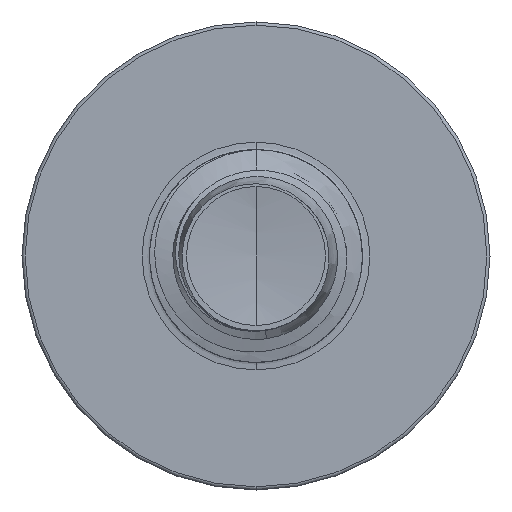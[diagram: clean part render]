
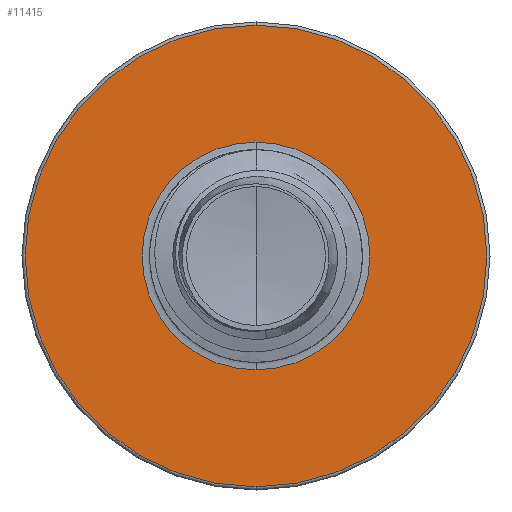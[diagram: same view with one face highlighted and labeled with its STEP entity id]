
A CAD part, front view. The second image highlights one B-rep face of the part: STEP entity #11415.
In plain terms, the highlighted planar face has unit normal (0, -1, 0).
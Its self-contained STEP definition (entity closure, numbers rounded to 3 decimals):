
#2372 = ORIENTED_EDGE ( 'NONE', *, *, #22451, .T. ) ;
#3458 = DIRECTION ( 'NONE',  ( 0., 1., 0. ) ) ;
#5169 = EDGE_LOOP ( 'NONE', ( #28068, #15100 ) ) ;
#6486 = CARTESIAN_POINT ( 'NONE',  ( 0., 22.5, 0. ) ) ;
#6602 = AXIS2_PLACEMENT_3D ( 'NONE', #22585, #3458, #24949 ) ;
#7294 = CARTESIAN_POINT ( 'NONE',  ( 0., 22.5, 2.677 ) ) ;
#7538 = VERTEX_POINT ( 'NONE', #7294 ) ;
#8903 = FACE_OUTER_BOUND ( 'NONE', #5169, .T. ) ;
#8941 = AXIS2_PLACEMENT_3D ( 'NONE', #16517, #16236, #16097 ) ;
#9114 = VERTEX_POINT ( 'NONE', #36796 ) ;
#10077 = VERTEX_POINT ( 'NONE', #26468 ) ;
#10113 = DIRECTION ( 'NONE',  ( 0., 0., 1. ) ) ;
#10639 = CARTESIAN_POINT ( 'NONE',  ( 0., 22.5, -5.425 ) ) ;
#11296 = EDGE_CURVE ( 'NONE', #7538, #9114, #26039, .T. ) ;
#11415 = ADVANCED_FACE ( 'NONE', ( #8903, #25318 ), #16691, .F. ) ;
#11451 = CARTESIAN_POINT ( 'NONE',  ( 0., 22.5, 0. ) ) ;
#13225 = CIRCLE ( 'NONE', #14716, 2.677 ) ;
#14675 = CIRCLE ( 'NONE', #19775, 5.425 ) ;
#14716 = AXIS2_PLACEMENT_3D ( 'NONE', #6486, #26912, #10113 ) ;
#14771 = DIRECTION ( 'NONE',  ( 0., 0., 1. ) ) ;
#15100 = ORIENTED_EDGE ( 'NONE', *, *, #27757, .F. ) ;
#16097 = DIRECTION ( 'NONE',  ( 0., 0., 1. ) ) ;
#16236 = DIRECTION ( 'NONE',  ( 0., 1., 0. ) ) ;
#16243 = DIRECTION ( 'NONE',  ( 0., 0., 1. ) ) ;
#16377 = DIRECTION ( 'NONE',  ( 0., 1., 0. ) ) ;
#16384 = CARTESIAN_POINT ( 'NONE',  ( 0., 22.5, 0. ) ) ;
#16517 = CARTESIAN_POINT ( 'NONE',  ( 0., 22.5, -2.677 ) ) ;
#16691 = PLANE ( 'NONE',  #8941 ) ;
#17638 = CIRCLE ( 'NONE', #6602, 5.425 ) ;
#18527 = AXIS2_PLACEMENT_3D ( 'NONE', #16384, #16377, #16243 ) ;
#19775 = AXIS2_PLACEMENT_3D ( 'NONE', #11451, #30021, #14771 ) ;
#22451 = EDGE_CURVE ( 'NONE', #9114, #7538, #13225, .T. ) ;
#22585 = CARTESIAN_POINT ( 'NONE',  ( 0., 22.5, 0. ) ) ;
#24949 = DIRECTION ( 'NONE',  ( 0., 0., 1. ) ) ;
#25318 = FACE_BOUND ( 'NONE', #27619, .T. ) ;
#26039 = CIRCLE ( 'NONE', #18527, 2.677 ) ;
#26468 = CARTESIAN_POINT ( 'NONE',  ( 0., 22.5, 5.425 ) ) ;
#26912 = DIRECTION ( 'NONE',  ( 0., 1., 0. ) ) ;
#27103 = ORIENTED_EDGE ( 'NONE', *, *, #11296, .T. ) ;
#27619 = EDGE_LOOP ( 'NONE', ( #27103, #2372 ) ) ;
#27757 = EDGE_CURVE ( 'NONE', #30352, #10077, #17638, .T. ) ;
#28068 = ORIENTED_EDGE ( 'NONE', *, *, #28279, .F. ) ;
#28279 = EDGE_CURVE ( 'NONE', #10077, #30352, #14675, .T. ) ;
#30021 = DIRECTION ( 'NONE',  ( 0., 1., 0. ) ) ;
#30352 = VERTEX_POINT ( 'NONE', #10639 ) ;
#36796 = CARTESIAN_POINT ( 'NONE',  ( 0., 22.5, -2.677 ) ) ;
